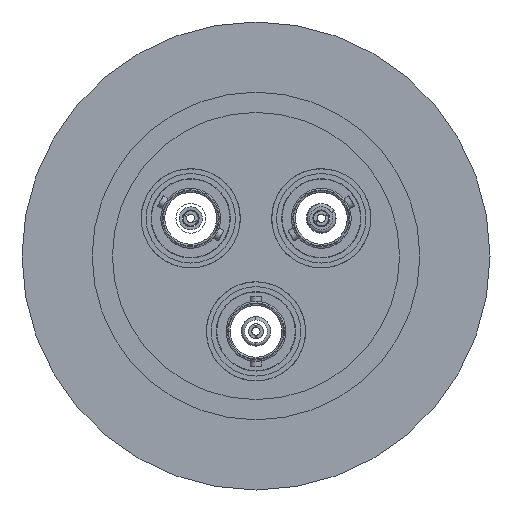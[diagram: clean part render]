
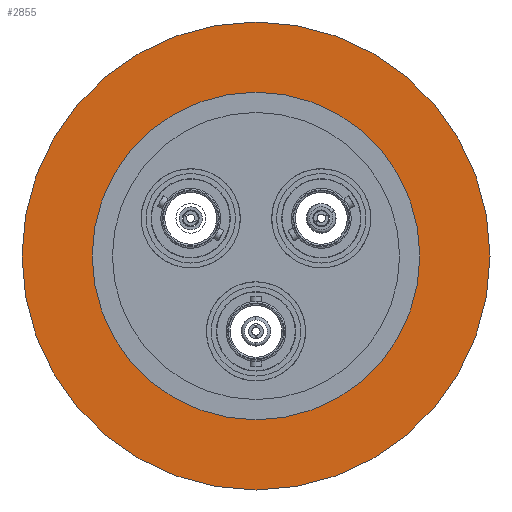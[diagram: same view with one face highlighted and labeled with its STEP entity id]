
A CAD part, front view. The second image highlights one B-rep face of the part: STEP entity #2855.
In plain terms, the highlighted planar face has unit normal (0, -1, 0).
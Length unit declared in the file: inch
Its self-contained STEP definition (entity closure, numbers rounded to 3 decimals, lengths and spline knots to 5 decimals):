
#1063 = AXIS2_PLACEMENT_3D ( 'NONE', #11390, #11391, #11392 ) ;
#1065 = AXIS2_PLACEMENT_3D ( 'NONE', #11387, #11388, #11389 ) ;
#1066 = CIRCLE ( 'NONE', #1063, 1.0325 ) ;
#1067 = CIRCLE ( 'NONE', #1065, 1.475 ) ;
#1072 = AXIS2_PLACEMENT_3D ( 'NONE', #11379, #11380, #11381 ) ;
#1077 = CIRCLE ( 'NONE', #1072, 1.475 ) ;
#1079 = AXIS2_PLACEMENT_3D ( 'NONE', #11359, #11361, #11362 ) ;
#1084 = CIRCLE ( 'NONE', #1079, 1.0325 ) ;
#1104 = AXIS2_PLACEMENT_3D ( 'NONE', #11260, #11280, #11281 ) ;
#2423 = EDGE_LOOP ( 'NONE', ( #2720, #2721 ) ) ;
#2428 = EDGE_LOOP ( 'NONE', ( #2718, #2719 ) ) ;
#2718 = ORIENTED_EDGE ( 'NONE', *, *, #2881, .T. ) ;
#2719 = ORIENTED_EDGE ( 'NONE', *, *, #2877, .T. ) ;
#2720 = ORIENTED_EDGE ( 'NONE', *, *, #2882, .T. ) ;
#2721 = ORIENTED_EDGE ( 'NONE', *, *, #2873, .T. ) ;
#2855 = ADVANCED_FACE ( 'NONE', ( #11275, #11277 ), #11278, .T. ) ;
#2873 = EDGE_CURVE ( 'NONE', #3522, #3525, #1084, .T. ) ;
#2877 = EDGE_CURVE ( 'NONE', #3533, #12031, #1077, .T. ) ;
#2881 = EDGE_CURVE ( 'NONE', #12031, #3533, #1067, .T. ) ;
#2882 = EDGE_CURVE ( 'NONE', #3525, #3522, #1066, .T. ) ;
#3522 = VERTEX_POINT ( 'NONE', #5393 ) ;
#3525 = VERTEX_POINT ( 'NONE', #5396 ) ;
#3533 = VERTEX_POINT ( 'NONE', #5404 ) ;
#5393 = CARTESIAN_POINT ( 'NONE',  ( 0., 0., -1.0325 ) ) ;
#5396 = CARTESIAN_POINT ( 'NONE',  ( 0., 0., 1.0325 ) ) ;
#5404 = CARTESIAN_POINT ( 'NONE',  ( 0., 0., -1.475 ) ) ;
#7246 = CARTESIAN_POINT ( 'NONE',  ( 0., 0., 1.475 ) ) ;
#11260 = CARTESIAN_POINT ( 'NONE',  ( -1.475, 0., 0. ) ) ;
#11275 = FACE_OUTER_BOUND ( 'NONE', #2428, .T. ) ;
#11277 = FACE_BOUND ( 'NONE', #2423, .T. ) ;
#11278 = PLANE ( 'NONE',  #1104 ) ;
#11280 = DIRECTION ( 'NONE',  ( 0., -1., 0. ) ) ;
#11281 = DIRECTION ( 'NONE',  ( 0., 0., -1. ) ) ;
#11359 = CARTESIAN_POINT ( 'NONE',  ( 0., 0., 0. ) ) ;
#11361 = DIRECTION ( 'NONE',  ( 0., 1., 0. ) ) ;
#11362 = DIRECTION ( 'NONE',  ( 0., 0., 1. ) ) ;
#11379 = CARTESIAN_POINT ( 'NONE',  ( 0., 0., 0. ) ) ;
#11380 = DIRECTION ( 'NONE',  ( 0., -1., 0. ) ) ;
#11381 = DIRECTION ( 'NONE',  ( 0., 0., 1. ) ) ;
#11387 = CARTESIAN_POINT ( 'NONE',  ( 0., 0., 0. ) ) ;
#11388 = DIRECTION ( 'NONE',  ( 0., -1., 0. ) ) ;
#11389 = DIRECTION ( 'NONE',  ( 0., 0., 1. ) ) ;
#11390 = CARTESIAN_POINT ( 'NONE',  ( 0., 0., 0. ) ) ;
#11391 = DIRECTION ( 'NONE',  ( 0., 1., 0. ) ) ;
#11392 = DIRECTION ( 'NONE',  ( 0., 0., 1. ) ) ;
#12031 = VERTEX_POINT ( 'NONE', #7246 ) ;
